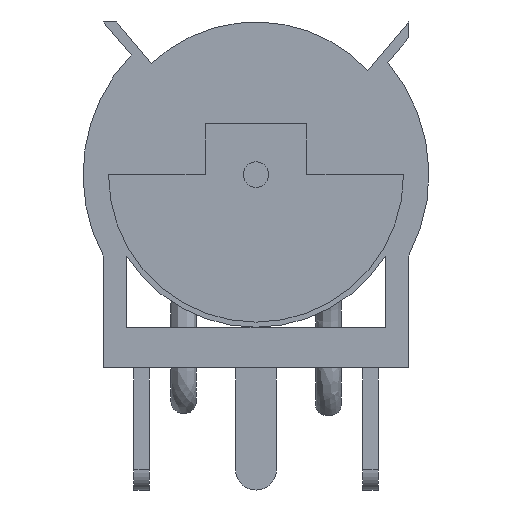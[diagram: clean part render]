
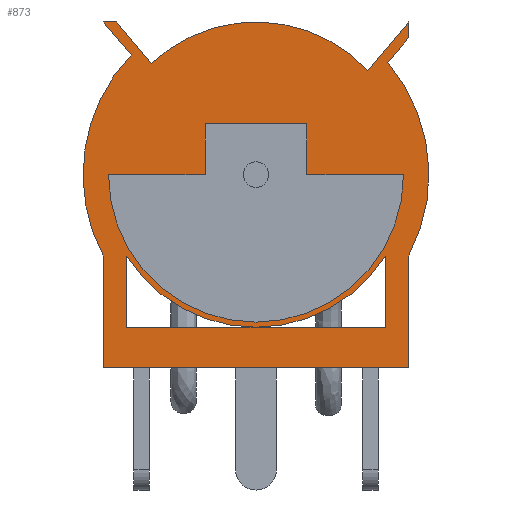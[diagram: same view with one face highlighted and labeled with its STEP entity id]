
A CAD part, front view. The second image highlights one B-rep face of the part: STEP entity #873.
In plain terms, the highlighted planar face has unit normal (0, -1, 0).
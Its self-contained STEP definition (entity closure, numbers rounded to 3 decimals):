
#26=FACE_BOUND('',#130,.T.);
#27=FACE_BOUND('',#131,.T.);
#74=FACE_OUTER_BOUND('',#129,.T.);
#129=EDGE_LOOP('',(#702,#703,#704,#705,#706,#707,#708,#709,#710,#711,#712,
#713));
#130=EDGE_LOOP('',(#714,#715,#716,#717,#718,#719));
#131=EDGE_LOOP('',(#720));
#175=LINE('',#1286,#267);
#189=LINE('',#1321,#281);
#194=LINE('',#1330,#286);
#196=LINE('',#1339,#288);
#199=LINE('',#1345,#291);
#202=LINE('',#1351,#294);
#205=LINE('',#1357,#297);
#210=LINE('',#1366,#302);
#211=LINE('',#1369,#303);
#214=LINE('',#1376,#306);
#218=LINE('',#1384,#310);
#221=LINE('',#1390,#313);
#225=LINE('',#1401,#317);
#267=VECTOR('',#1034,10.);
#281=VECTOR('',#1068,10.);
#286=VECTOR('',#1075,10.);
#288=VECTOR('',#1085,10.);
#291=VECTOR('',#1090,10.);
#294=VECTOR('',#1095,10.);
#297=VECTOR('',#1100,10.);
#302=VECTOR('',#1107,10.);
#303=VECTOR('',#1110,10.);
#306=VECTOR('',#1115,10.);
#310=VECTOR('',#1121,10.);
#313=VECTOR('',#1126,10.);
#317=VECTOR('',#1138,10.);
#344=CIRCLE('',#934,3.4);
#346=CIRCLE('',#946,3.4);
#348=CIRCLE('',#950,3.);
#350=CIRCLE('',#953,3.);
#352=CIRCLE('',#956,3.);
#353=CIRCLE('',#957,0.5);
#380=VERTEX_POINT('',#1279);
#383=VERTEX_POINT('',#1284);
#392=VERTEX_POINT('',#1317);
#394=VERTEX_POINT('',#1320);
#397=VERTEX_POINT('',#1328);
#398=VERTEX_POINT('',#1332);
#400=VERTEX_POINT('',#1338);
#402=VERTEX_POINT('',#1344);
#404=VERTEX_POINT('',#1350);
#406=VERTEX_POINT('',#1356);
#409=VERTEX_POINT('',#1364);
#410=VERTEX_POINT('',#1368);
#412=VERTEX_POINT('',#1374);
#413=VERTEX_POINT('',#1375);
#416=VERTEX_POINT('',#1383);
#418=VERTEX_POINT('',#1389);
#420=VERTEX_POINT('',#1395);
#422=VERTEX_POINT('',#1412);
#467=EDGE_CURVE('',#380,#383,#175,.T.);
#483=EDGE_CURVE('',#394,#392,#189,.T.);
#488=EDGE_CURVE('',#383,#397,#194,.T.);
#489=EDGE_CURVE('',#398,#397,#344,.T.);
#492=EDGE_CURVE('',#400,#398,#196,.T.);
#495=EDGE_CURVE('',#400,#402,#199,.T.);
#498=EDGE_CURVE('',#402,#404,#202,.T.);
#501=EDGE_CURVE('',#406,#394,#205,.T.);
#506=EDGE_CURVE('',#392,#409,#210,.T.);
#507=EDGE_CURVE('',#410,#409,#211,.T.);
#510=EDGE_CURVE('',#412,#413,#214,.T.);
#514=EDGE_CURVE('',#416,#412,#218,.T.);
#517=EDGE_CURVE('',#416,#418,#221,.T.);
#520=EDGE_CURVE('',#420,#418,#346,.T.);
#523=EDGE_CURVE('',#380,#420,#225,.T.);
#526=EDGE_CURVE('',#392,#410,#348,.T.);
#528=EDGE_CURVE('',#406,#392,#350,.T.);
#530=EDGE_CURVE('',#413,#404,#352,.T.);
#531=EDGE_CURVE('',#422,#422,#353,.T.);
#702=ORIENTED_EDGE('',*,*,#530,.F.);
#703=ORIENTED_EDGE('',*,*,#510,.F.);
#704=ORIENTED_EDGE('',*,*,#514,.F.);
#705=ORIENTED_EDGE('',*,*,#517,.T.);
#706=ORIENTED_EDGE('',*,*,#520,.F.);
#707=ORIENTED_EDGE('',*,*,#523,.F.);
#708=ORIENTED_EDGE('',*,*,#467,.T.);
#709=ORIENTED_EDGE('',*,*,#488,.T.);
#710=ORIENTED_EDGE('',*,*,#489,.F.);
#711=ORIENTED_EDGE('',*,*,#492,.F.);
#712=ORIENTED_EDGE('',*,*,#495,.T.);
#713=ORIENTED_EDGE('',*,*,#498,.T.);
#714=ORIENTED_EDGE('',*,*,#501,.T.);
#715=ORIENTED_EDGE('',*,*,#483,.T.);
#716=ORIENTED_EDGE('',*,*,#506,.T.);
#717=ORIENTED_EDGE('',*,*,#507,.F.);
#718=ORIENTED_EDGE('',*,*,#526,.F.);
#719=ORIENTED_EDGE('',*,*,#528,.F.);
#720=ORIENTED_EDGE('',*,*,#531,.T.);
#827=PLANE('',#955);
#873=ADVANCED_FACE('',(#74,#26,#27),#827,.F.);
#934=AXIS2_PLACEMENT_3D('',#1333,#1078,#1079);
#946=AXIS2_PLACEMENT_3D('',#1396,#1131,#1132);
#950=AXIS2_PLACEMENT_3D('',#1405,#1143,#1144);
#953=AXIS2_PLACEMENT_3D('',#1408,#1149,#1150);
#955=AXIS2_PLACEMENT_3D('',#1410,#1153,#1154);
#956=AXIS2_PLACEMENT_3D('',#1411,#1155,#1156);
#957=AXIS2_PLACEMENT_3D('',#1413,#1157,#1158);
#1034=DIRECTION('',(1.,0.,0.));
#1068=DIRECTION('',(-1.,0.,0.));
#1075=DIRECTION('',(0.,0.,1.));
#1078=DIRECTION('center_axis',(0.,1.,0.));
#1079=DIRECTION('ref_axis',(-1.,0.,0.));
#1085=DIRECTION('',(-0.643,0.,-0.766));
#1090=DIRECTION('',(0.,0.,1.));
#1095=DIRECTION('',(-0.643,0.,-0.766));
#1100=DIRECTION('',(0.,0.,-1.));
#1107=DIRECTION('',(-1.,0.,0.));
#1110=DIRECTION('',(0.,0.,-1.));
#1115=DIRECTION('',(0.643,0.,-0.766));
#1121=DIRECTION('',(1.,0.,0.));
#1126=DIRECTION('',(0.643,0.,-0.766));
#1131=DIRECTION('center_axis',(0.,1.,0.));
#1132=DIRECTION('ref_axis',(-1.,0.,0.));
#1138=DIRECTION('',(0.,0.,1.));
#1143=DIRECTION('center_axis',(0.,1.,0.));
#1144=DIRECTION('ref_axis',(-1.,0.,0.));
#1149=DIRECTION('center_axis',(0.,1.,0.));
#1150=DIRECTION('ref_axis',(-1.,0.,0.));
#1153=DIRECTION('center_axis',(0.,1.,0.));
#1154=DIRECTION('ref_axis',(-1.,0.,0.));
#1155=DIRECTION('center_axis',(0.,1.,0.));
#1156=DIRECTION('ref_axis',(-1.,0.,0.));
#1157=DIRECTION('center_axis',(0.,1.,0.));
#1158=DIRECTION('ref_axis',(-1.,0.,0.));
#1279=CARTESIAN_POINT('',(-3.,5.5,-3.8));
#1284=CARTESIAN_POINT('',(3.,5.5,-3.8));
#1286=CARTESIAN_POINT('',(0.,5.5,-3.8));
#1317=CARTESIAN_POINT('',(0.,5.5,-3.));
#1320=CARTESIAN_POINT('',(2.538,5.5,-3.));
#1321=CARTESIAN_POINT('',(0.,5.5,-3.));
#1328=CARTESIAN_POINT('',(3.,5.5,-1.6));
#1330=CARTESIAN_POINT('',(3.,5.5,-3.8));
#1332=CARTESIAN_POINT('',(2.591,5.5,2.201));
#1333=CARTESIAN_POINT('Origin',(0.,5.5,0.));
#1338=CARTESIAN_POINT('',(3.,5.5,2.689));
#1339=CARTESIAN_POINT('',(3.153,5.5,2.871));
#1344=CARTESIAN_POINT('',(3.,5.5,3.));
#1345=CARTESIAN_POINT('',(3.,5.5,-3.8));
#1350=CARTESIAN_POINT('',(2.197,5.5,2.043));
#1351=CARTESIAN_POINT('',(3.,5.5,3.));
#1356=CARTESIAN_POINT('',(2.538,5.5,-1.6));
#1357=CARTESIAN_POINT('',(2.538,5.5,-1.6));
#1364=CARTESIAN_POINT('',(-2.538,5.5,-3.));
#1366=CARTESIAN_POINT('',(0.,5.5,-3.));
#1368=CARTESIAN_POINT('',(-2.538,5.5,-1.6));
#1369=CARTESIAN_POINT('',(-2.538,5.5,-1.6));
#1374=CARTESIAN_POINT('',(-2.739,5.5,3.));
#1375=CARTESIAN_POINT('',(-2.055,5.5,2.185));
#1376=CARTESIAN_POINT('',(-2.847,5.5,3.129));
#1383=CARTESIAN_POINT('',(-3.,5.5,3.));
#1384=CARTESIAN_POINT('',(-3.,5.5,3.));
#1389=CARTESIAN_POINT('',(-2.456,5.5,2.351));
#1390=CARTESIAN_POINT('',(-3.,5.5,3.));
#1395=CARTESIAN_POINT('',(-3.,5.5,-1.6));
#1396=CARTESIAN_POINT('Origin',(0.,5.5,0.));
#1401=CARTESIAN_POINT('',(-3.,5.5,-3.8));
#1405=CARTESIAN_POINT('Origin',(0.,5.5,0.));
#1408=CARTESIAN_POINT('Origin',(0.,5.5,0.));
#1410=CARTESIAN_POINT('Origin',(0.,5.5,0.));
#1411=CARTESIAN_POINT('Origin',(0.,5.5,0.));
#1412=CARTESIAN_POINT('',(0.5,5.5,0.));
#1413=CARTESIAN_POINT('Origin',(0.,5.5,0.));
